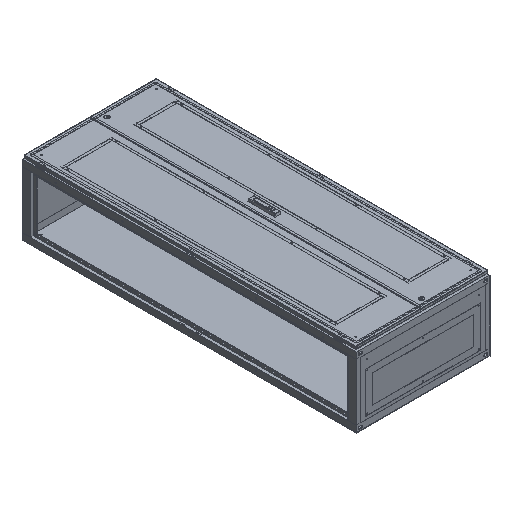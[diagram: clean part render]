
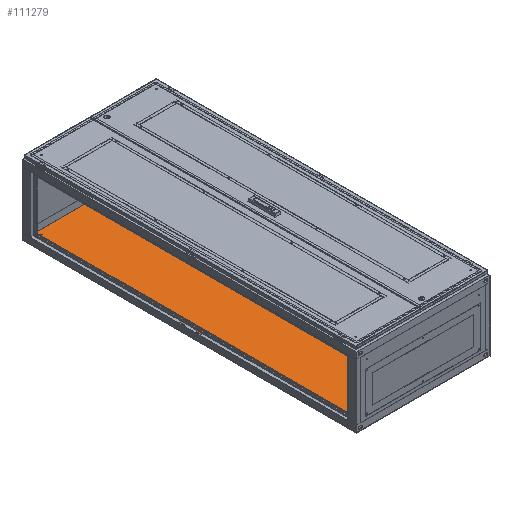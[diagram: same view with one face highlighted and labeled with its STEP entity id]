
A CAD part, isometric view. The second image highlights one B-rep face of the part: STEP entity #111279.
In plain terms, the highlighted planar face has unit normal (0, 0, 1).
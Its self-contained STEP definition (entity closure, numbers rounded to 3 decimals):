
#1057 = CARTESIAN_POINT ( 'NONE',  ( -398.5, 1997.5, -208.5 ) ) ;
#1366 = CIRCLE ( 'NONE', #98224, 3. ) ;
#1550 = ORIENTED_EDGE ( 'NONE', *, *, #109715, .F. ) ;
#5918 = LINE ( 'NONE', #111639, #89760 ) ;
#9069 = EDGE_LOOP ( 'NONE', ( #97759, #128321 ) ) ;
#10843 = AXIS2_PLACEMENT_3D ( 'NONE', #153341, #129895, #115197 ) ;
#13771 = CARTESIAN_POINT ( 'NONE',  ( -398.5, 1997.5, -208.5 ) ) ;
#14294 = VERTEX_POINT ( 'NONE', #126273 ) ;
#14414 = FACE_BOUND ( 'NONE', #119468, .T. ) ;
#17671 = VERTEX_POINT ( 'NONE', #38346 ) ;
#18203 = VERTEX_POINT ( 'NONE', #42421 ) ;
#18760 = ORIENTED_EDGE ( 'NONE', *, *, #110461, .T. ) ;
#22369 = EDGE_LOOP ( 'NONE', ( #143085, #34426 ) ) ;
#22669 = VERTEX_POINT ( 'NONE', #167252 ) ;
#27632 = CARTESIAN_POINT ( 'NONE',  ( 325., 1959., -208.5 ) ) ;
#28323 = DIRECTION ( 'NONE',  ( -1., 0., 0. ) ) ;
#29674 = VERTEX_POINT ( 'NONE', #120041 ) ;
#31019 = CARTESIAN_POINT ( 'NONE',  ( -328., 1959., -208.5 ) ) ;
#34426 = ORIENTED_EDGE ( 'NONE', *, *, #149627, .F. ) ;
#35390 = VERTEX_POINT ( 'NONE', #119395 ) ;
#36560 = DIRECTION ( 'NONE',  ( -1., 0., 0. ) ) ;
#36573 = CIRCLE ( 'NONE', #80842, 3. ) ;
#38346 = CARTESIAN_POINT ( 'NONE',  ( 322., 40., -208.5 ) ) ;
#40007 = CARTESIAN_POINT ( 'NONE',  ( -398.5, 1.5, -208.5 ) ) ;
#41317 = FACE_BOUND ( 'NONE', #22369, .T. ) ;
#42421 = CARTESIAN_POINT ( 'NONE',  ( 398.5, 1997.5, -208.5 ) ) ;
#43452 = CARTESIAN_POINT ( 'NONE',  ( 325., 1959., -208.5 ) ) ;
#44129 = EDGE_CURVE ( 'NONE', #97845, #107493, #159661, .T. ) ;
#44356 = VECTOR ( 'NONE', #161288, 1000. ) ;
#44956 = VECTOR ( 'NONE', #117255, 1000. ) ;
#47905 = CARTESIAN_POINT ( 'NONE',  ( -325., 1959., -208.5 ) ) ;
#52561 = PLANE ( 'NONE',  #60804 ) ;
#53760 = EDGE_CURVE ( 'NONE', #97845, #18203, #5918, .T. ) ;
#54605 = CIRCLE ( 'NONE', #137534, 3. ) ;
#57275 = EDGE_LOOP ( 'NONE', ( #145201, #163731 ) ) ;
#57759 = AXIS2_PLACEMENT_3D ( 'NONE', #47905, #164894, #100751 ) ;
#60461 = CARTESIAN_POINT ( 'NONE',  ( 325., 40., -208.5 ) ) ;
#60804 = AXIS2_PLACEMENT_3D ( 'NONE', #94163, #146986, #28323 ) ;
#61129 = CIRCLE ( 'NONE', #75003, 3. ) ;
#62544 = DIRECTION ( 'NONE',  ( 0., 0., 1. ) ) ;
#66370 = CIRCLE ( 'NONE', #154948, 3. ) ;
#67306 = FACE_BOUND ( 'NONE', #57275, .T. ) ;
#68557 = CARTESIAN_POINT ( 'NONE',  ( 398.5, 1997.5, -208.5 ) ) ;
#71879 = VECTOR ( 'NONE', #148249, 1000. ) ;
#75003 = AXIS2_PLACEMENT_3D ( 'NONE', #166535, #62544, #36560 ) ;
#76885 = CARTESIAN_POINT ( 'NONE',  ( 328., 40., -208.5 ) ) ;
#77268 = VERTEX_POINT ( 'NONE', #31019 ) ;
#80842 = AXIS2_PLACEMENT_3D ( 'NONE', #60461, #84734, #112435 ) ;
#84734 = DIRECTION ( 'NONE',  ( 0., 0., 1. ) ) ;
#86682 = CARTESIAN_POINT ( 'NONE',  ( -398.5, 1.5, -208.5 ) ) ;
#89760 = VECTOR ( 'NONE', #164497, 1000. ) ;
#91457 = AXIS2_PLACEMENT_3D ( 'NONE', #170958, #106763, #144921 ) ;
#93623 = ORIENTED_EDGE ( 'NONE', *, *, #44129, .T. ) ;
#94163 = CARTESIAN_POINT ( 'NONE',  ( -398.5, 1997.5, -208.5 ) ) ;
#96298 = DIRECTION ( 'NONE',  ( -1., 0., 0. ) ) ;
#97512 = CARTESIAN_POINT ( 'NONE',  ( -322., 1959., -208.5 ) ) ;
#97759 = ORIENTED_EDGE ( 'NONE', *, *, #139935, .F. ) ;
#97845 = VERTEX_POINT ( 'NONE', #13771 ) ;
#98224 = AXIS2_PLACEMENT_3D ( 'NONE', #99383, #167818, #137479 ) ;
#98245 = EDGE_CURVE ( 'NONE', #163778, #77268, #123783, .T. ) ;
#99383 = CARTESIAN_POINT ( 'NONE',  ( 325., 40., -208.5 ) ) ;
#100751 = DIRECTION ( 'NONE',  ( -1., 0., 0. ) ) ;
#106763 = DIRECTION ( 'NONE',  ( 0., 0., 1. ) ) ;
#107493 = VERTEX_POINT ( 'NONE', #86682 ) ;
#109242 = LINE ( 'NONE', #40007, #44356 ) ;
#109715 = EDGE_CURVE ( 'NONE', #77268, #163778, #163081, .T. ) ;
#110461 = EDGE_CURVE ( 'NONE', #107493, #156639, #109242, .T. ) ;
#111279 = ADVANCED_FACE ( 'NONE', ( #170469, #14414, #67306, #160022, #41317 ), #52561, .F. ) ;
#111525 = EDGE_CURVE ( 'NONE', #35390, #14294, #66370, .T. ) ;
#111639 = CARTESIAN_POINT ( 'NONE',  ( -398.5, 1997.5, -208.5 ) ) ;
#112435 = DIRECTION ( 'NONE',  ( -1., 0., 0. ) ) ;
#114574 = DIRECTION ( 'NONE',  ( 0., 0., 1. ) ) ;
#115197 = DIRECTION ( 'NONE',  ( -1., 0., 0. ) ) ;
#117255 = DIRECTION ( 'NONE',  ( 0., -1., 0. ) ) ;
#117402 = EDGE_CURVE ( 'NONE', #128625, #17671, #1366, .T. ) ;
#119395 = CARTESIAN_POINT ( 'NONE',  ( 328., 1959., -208.5 ) ) ;
#119468 = EDGE_LOOP ( 'NONE', ( #1550, #169546 ) ) ;
#120041 = CARTESIAN_POINT ( 'NONE',  ( -322., 40., -208.5 ) ) ;
#121127 = ORIENTED_EDGE ( 'NONE', *, *, #53760, .F. ) ;
#123783 = CIRCLE ( 'NONE', #57759, 3. ) ;
#126273 = CARTESIAN_POINT ( 'NONE',  ( 322., 1959., -208.5 ) ) ;
#128321 = ORIENTED_EDGE ( 'NONE', *, *, #117402, .F. ) ;
#128360 = EDGE_CURVE ( 'NONE', #14294, #35390, #54605, .T. ) ;
#128625 = VERTEX_POINT ( 'NONE', #76885 ) ;
#129590 = CARTESIAN_POINT ( 'NONE',  ( 398.5, 1.5, -208.5 ) ) ;
#129895 = DIRECTION ( 'NONE',  ( 0., 0., 1. ) ) ;
#133279 = DIRECTION ( 'NONE',  ( -1., 0., 0. ) ) ;
#137479 = DIRECTION ( 'NONE',  ( -1., 0., 0. ) ) ;
#137534 = AXIS2_PLACEMENT_3D ( 'NONE', #27632, #114574, #133279 ) ;
#139935 = EDGE_CURVE ( 'NONE', #17671, #128625, #36573, .T. ) ;
#143085 = ORIENTED_EDGE ( 'NONE', *, *, #147431, .F. ) ;
#143724 = ORIENTED_EDGE ( 'NONE', *, *, #161363, .F. ) ;
#144921 = DIRECTION ( 'NONE',  ( -1., 0., 0. ) ) ;
#145201 = ORIENTED_EDGE ( 'NONE', *, *, #128360, .F. ) ;
#146986 = DIRECTION ( 'NONE',  ( 0., 0., -1. ) ) ;
#147431 = EDGE_CURVE ( 'NONE', #22669, #29674, #155022, .T. ) ;
#148249 = DIRECTION ( 'NONE',  ( 0., -1., 0. ) ) ;
#149627 = EDGE_CURVE ( 'NONE', #29674, #22669, #61129, .T. ) ;
#153341 = CARTESIAN_POINT ( 'NONE',  ( -325., 1959., -208.5 ) ) ;
#154948 = AXIS2_PLACEMENT_3D ( 'NONE', #43452, #159584, #96298 ) ;
#155022 = CIRCLE ( 'NONE', #91457, 3. ) ;
#156639 = VERTEX_POINT ( 'NONE', #129590 ) ;
#159584 = DIRECTION ( 'NONE',  ( 0., 0., 1. ) ) ;
#159661 = LINE ( 'NONE', #1057, #44956 ) ;
#160022 = FACE_BOUND ( 'NONE', #9069, .T. ) ;
#161282 = LINE ( 'NONE', #68557, #71879 ) ;
#161288 = DIRECTION ( 'NONE',  ( 1., 0., 0. ) ) ;
#161363 = EDGE_CURVE ( 'NONE', #18203, #156639, #161282, .T. ) ;
#163081 = CIRCLE ( 'NONE', #10843, 3. ) ;
#163731 = ORIENTED_EDGE ( 'NONE', *, *, #111525, .F. ) ;
#163778 = VERTEX_POINT ( 'NONE', #97512 ) ;
#164497 = DIRECTION ( 'NONE',  ( 1., 0., 0. ) ) ;
#164894 = DIRECTION ( 'NONE',  ( 0., 0., 1. ) ) ;
#166535 = CARTESIAN_POINT ( 'NONE',  ( -325., 40., -208.5 ) ) ;
#167252 = CARTESIAN_POINT ( 'NONE',  ( -328., 40., -208.5 ) ) ;
#167818 = DIRECTION ( 'NONE',  ( 0., 0., 1. ) ) ;
#168366 = EDGE_LOOP ( 'NONE', ( #18760, #143724, #121127, #93623 ) ) ;
#169546 = ORIENTED_EDGE ( 'NONE', *, *, #98245, .F. ) ;
#170469 = FACE_OUTER_BOUND ( 'NONE', #168366, .T. ) ;
#170958 = CARTESIAN_POINT ( 'NONE',  ( -325., 40., -208.5 ) ) ;
